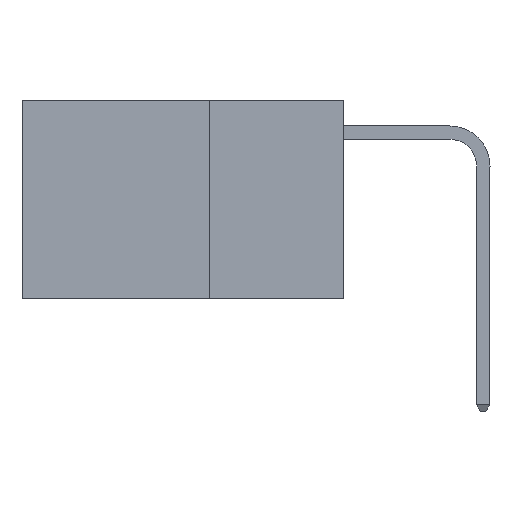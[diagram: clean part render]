
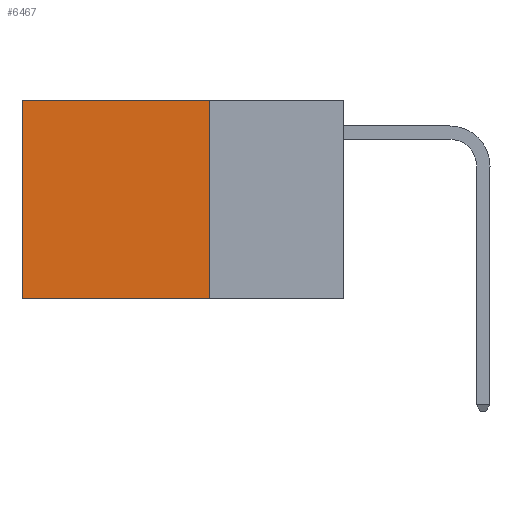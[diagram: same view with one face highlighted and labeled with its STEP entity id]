
A CAD part, left-side view. The second image highlights one B-rep face of the part: STEP entity #6467.
In plain terms, the highlighted planar face has unit normal (-1, 0, 0).
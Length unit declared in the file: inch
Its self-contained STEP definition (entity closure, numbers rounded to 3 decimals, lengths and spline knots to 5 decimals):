
#174 = VERTEX_POINT ( 'NONE', #705 ) ;
#518 = LINE ( 'NONE', #3219, #5213 ) ;
#705 = CARTESIAN_POINT ( 'NONE',  ( 0.2625, 0.25, -0.37 ) ) ;
#3219 = CARTESIAN_POINT ( 'NONE',  ( 0.2625, 0.25, 0. ) ) ;
#3477 = VERTEX_POINT ( 'NONE', #24082 ) ;
#3497 = EDGE_CURVE ( 'NONE', #174, #3477, #24091, .T. ) ;
#3814 = VERTEX_POINT ( 'NONE', #19436 ) ;
#3821 = CARTESIAN_POINT ( 'NONE',  ( 0.2625, 0.25, 0. ) ) ;
#4457 = FACE_OUTER_BOUND ( 'NONE', #5791, .T. ) ;
#4657 = CARTESIAN_POINT ( 'NONE',  ( 0.2625, 0.6, 0. ) ) ;
#4711 = CARTESIAN_POINT ( 'NONE',  ( 0.2625, 0.25, -0.37 ) ) ;
#5213 = VECTOR ( 'NONE', #19026, 39.37008 ) ;
#5791 = EDGE_LOOP ( 'NONE', ( #12201, #6186, #22823, #21426 ) ) ;
#5808 = AXIS2_PLACEMENT_3D ( 'NONE', #21005, #22904, #11323 ) ;
#6186 = ORIENTED_EDGE ( 'NONE', *, *, #3497, .F. ) ;
#6348 = LINE ( 'NONE', #19053, #10422 ) ;
#6467 = ADVANCED_FACE ( 'NONE', ( #4457 ), #7295, .F. ) ;
#7295 = PLANE ( 'NONE',  #5808 ) ;
#8708 = DIRECTION ( 'NONE',  ( 0., 1., 0. ) ) ;
#10422 = VECTOR ( 'NONE', #20965, 39.37008 ) ;
#11323 = DIRECTION ( 'NONE',  ( 0., 0., -1. ) ) ;
#11707 = VERTEX_POINT ( 'NONE', #4657 ) ;
#12201 = ORIENTED_EDGE ( 'NONE', *, *, #20976, .T. ) ;
#12805 = EDGE_CURVE ( 'NONE', #3814, #11707, #24249, .T. ) ;
#17225 = VECTOR ( 'NONE', #8708, 39.37008 ) ;
#17647 = DIRECTION ( 'NONE',  ( 0., 1., 0. ) ) ;
#18668 = EDGE_CURVE ( 'NONE', #3814, #174, #518, .T. ) ;
#19026 = DIRECTION ( 'NONE',  ( 0., 0., -1. ) ) ;
#19053 = CARTESIAN_POINT ( 'NONE',  ( 0.2625, 0.6, 0. ) ) ;
#19436 = CARTESIAN_POINT ( 'NONE',  ( 0.2625, 0.25, 0. ) ) ;
#20965 = DIRECTION ( 'NONE',  ( 0., 0., -1. ) ) ;
#20976 = EDGE_CURVE ( 'NONE', #11707, #3477, #6348, .T. ) ;
#21005 = CARTESIAN_POINT ( 'NONE',  ( 0.2625, 0.25, 0. ) ) ;
#21426 = ORIENTED_EDGE ( 'NONE', *, *, #12805, .T. ) ;
#22823 = ORIENTED_EDGE ( 'NONE', *, *, #18668, .F. ) ;
#22904 = DIRECTION ( 'NONE',  ( 1., 0., 0. ) ) ;
#23058 = VECTOR ( 'NONE', #17647, 39.37008 ) ;
#24082 = CARTESIAN_POINT ( 'NONE',  ( 0.2625, 0.6, -0.37 ) ) ;
#24091 = LINE ( 'NONE', #4711, #17225 ) ;
#24249 = LINE ( 'NONE', #3821, #23058 ) ;
